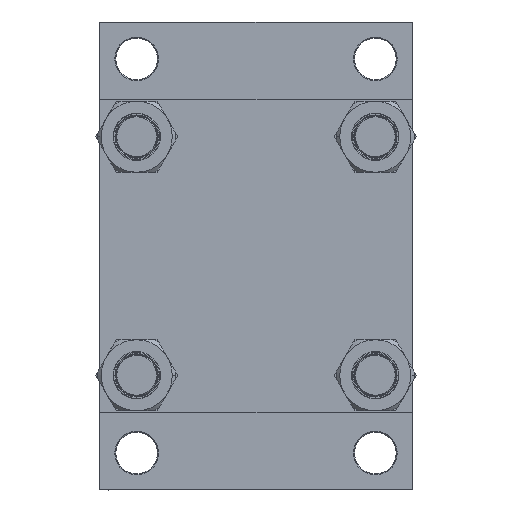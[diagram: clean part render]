
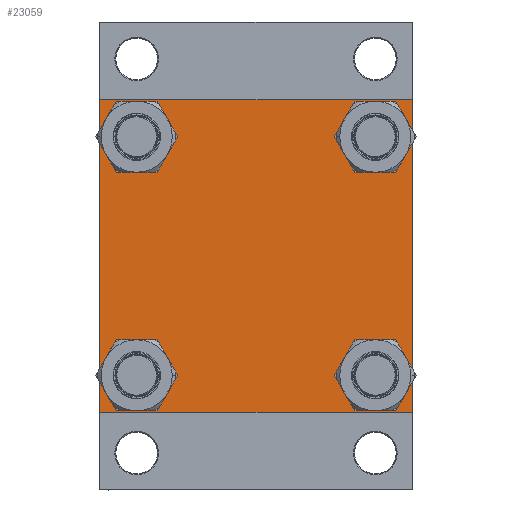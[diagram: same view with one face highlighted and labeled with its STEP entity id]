
A CAD part, left-side view. The second image highlights one B-rep face of the part: STEP entity #23059.
In plain terms, the highlighted planar face has unit normal (-1, 0, 0).
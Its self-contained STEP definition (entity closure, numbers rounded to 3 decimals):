
#740 = LINE ( 'NONE', #5116, #2074 ) ;
#1192 = AXIS2_PLACEMENT_3D ( 'NONE', #8897, #38580, #5951 ) ;
#1257 = AXIS2_PLACEMENT_3D ( 'NONE', #3964, #18832, #44166 ) ;
#1267 = CARTESIAN_POINT ( 'NONE',  ( 0., -62.95, 74.45 ) ) ;
#1472 = EDGE_LOOP ( 'NONE', ( #16564, #29897 ) ) ;
#1496 = VERTEX_POINT ( 'NONE', #24282 ) ;
#1664 = CARTESIAN_POINT ( 'NONE',  ( 0., -82.5, 82.5 ) ) ;
#2073 = VERTEX_POINT ( 'NONE', #1267 ) ;
#2074 = VECTOR ( 'NONE', #30447, 1000. ) ;
#2957 = VERTEX_POINT ( 'NONE', #40387 ) ;
#3206 = DIRECTION ( 'NONE',  ( 0., 0.707, -0.707 ) ) ;
#3287 = DIRECTION ( 'NONE',  ( 0., -1., 0. ) ) ;
#3519 = DIRECTION ( 'NONE',  ( 1., 0., 0. ) ) ;
#3606 = CIRCLE ( 'NONE', #1257, 11.5 ) ;
#3791 = VERTEX_POINT ( 'NONE', #47762 ) ;
#3964 = CARTESIAN_POINT ( 'NONE',  ( 0., 62.95, 62.95 ) ) ;
#5116 = CARTESIAN_POINT ( 'NONE',  ( 0., -82.25, 82.25 ) ) ;
#5823 = EDGE_CURVE ( 'NONE', #13193, #28340, #39559, .T. ) ;
#5951 = DIRECTION ( 'NONE',  ( 0., 0., 1. ) ) ;
#6030 = EDGE_LOOP ( 'NONE', ( #24430, #42330 ) ) ;
#6204 = CARTESIAN_POINT ( 'NONE',  ( 0., 82.5, 82.5 ) ) ;
#6289 = FACE_OUTER_BOUND ( 'NONE', #35083, .T. ) ;
#6708 = LINE ( 'NONE', #14023, #25520 ) ;
#7565 = AXIS2_PLACEMENT_3D ( 'NONE', #15678, #38789, #19806 ) ;
#8003 = VERTEX_POINT ( 'NONE', #11962 ) ;
#8897 = CARTESIAN_POINT ( 'NONE',  ( 0., -62.95, -62.95 ) ) ;
#8929 = ORIENTED_EDGE ( 'NONE', *, *, #31665, .T. ) ;
#9728 = FACE_BOUND ( 'NONE', #1472, .T. ) ;
#9959 = CARTESIAN_POINT ( 'NONE',  ( 0., 82.25, -82.25 ) ) ;
#10025 = LINE ( 'NONE', #31701, #40014 ) ;
#10051 = EDGE_CURVE ( 'NONE', #2073, #1496, #14987, .T. ) ;
#10121 = CARTESIAN_POINT ( 'NONE',  ( 0., -62.95, 62.95 ) ) ;
#10817 = ORIENTED_EDGE ( 'NONE', *, *, #35022, .T. ) ;
#10904 = EDGE_CURVE ( 'NONE', #13193, #8003, #29275, .T. ) ;
#11395 = ORIENTED_EDGE ( 'NONE', *, *, #30043, .T. ) ;
#11962 = CARTESIAN_POINT ( 'NONE',  ( 0., 82.5, 82. ) ) ;
#13193 = VERTEX_POINT ( 'NONE', #26063 ) ;
#13941 = CARTESIAN_POINT ( 'NONE',  ( 0., 82.25, 82.25 ) ) ;
#14023 = CARTESIAN_POINT ( 'NONE',  ( 0., 82.5, -82.5 ) ) ;
#14175 = EDGE_CURVE ( 'NONE', #43331, #22191, #30783, .T. ) ;
#14987 = CIRCLE ( 'NONE', #32863, 11.5 ) ;
#15075 = EDGE_CURVE ( 'NONE', #8003, #20540, #10025, .T. ) ;
#15268 = AXIS2_PLACEMENT_3D ( 'NONE', #20879, #46683, #28169 ) ;
#15304 = CARTESIAN_POINT ( 'NONE',  ( 0., -62.95, -74.45 ) ) ;
#15678 = CARTESIAN_POINT ( 'NONE',  ( 0., -62.95, -62.95 ) ) ;
#15746 = CIRCLE ( 'NONE', #43710, 11.5 ) ;
#16564 = ORIENTED_EDGE ( 'NONE', *, *, #10051, .T. ) ;
#17387 = AXIS2_PLACEMENT_3D ( 'NONE', #37104, #3519, #25915 ) ;
#17673 = DIRECTION ( 'NONE',  ( 1., 0., 0. ) ) ;
#18431 = CARTESIAN_POINT ( 'NONE',  ( 0., 62.95, 51.45 ) ) ;
#18452 = ORIENTED_EDGE ( 'NONE', *, *, #35455, .F. ) ;
#18549 = CARTESIAN_POINT ( 'NONE',  ( 0., 82., -82.5 ) ) ;
#18832 = DIRECTION ( 'NONE',  ( 1., 0., 0. ) ) ;
#19001 = EDGE_LOOP ( 'NONE', ( #8929, #19487 ) ) ;
#19049 = VERTEX_POINT ( 'NONE', #18549 ) ;
#19487 = ORIENTED_EDGE ( 'NONE', *, *, #46597, .T. ) ;
#19705 = CARTESIAN_POINT ( 'NONE',  ( 0., -82.5, -82. ) ) ;
#19806 = DIRECTION ( 'NONE',  ( 0., 0., 1. ) ) ;
#20540 = VERTEX_POINT ( 'NONE', #42781 ) ;
#20680 = CIRCLE ( 'NONE', #15268, 11.5 ) ;
#20879 = CARTESIAN_POINT ( 'NONE',  ( 0., -62.95, 62.95 ) ) ;
#21089 = EDGE_CURVE ( 'NONE', #3791, #47814, #41446, .T. ) ;
#21873 = DIRECTION ( 'NONE',  ( -1., 0., 0. ) ) ;
#22191 = VERTEX_POINT ( 'NONE', #19705 ) ;
#22269 = DIRECTION ( 'NONE',  ( 0., 0., 1. ) ) ;
#22353 = PLANE ( 'NONE',  #26007 ) ;
#22747 = VECTOR ( 'NONE', #47344, 1000. ) ;
#23057 = EDGE_CURVE ( 'NONE', #20540, #19049, #28211, .T. ) ;
#23059 = ADVANCED_FACE ( 'NONE', ( #9728, #39413, #35761, #39644, #6289 ), #22353, .T. ) ;
#23456 = VERTEX_POINT ( 'NONE', #31031 ) ;
#23473 = DIRECTION ( 'NONE',  ( 0., -0.707, 0.707 ) ) ;
#24154 = ORIENTED_EDGE ( 'NONE', *, *, #14175, .T. ) ;
#24282 = CARTESIAN_POINT ( 'NONE',  ( 0., -62.95, 51.45 ) ) ;
#24317 = LINE ( 'NONE', #1664, #42593 ) ;
#24430 = ORIENTED_EDGE ( 'NONE', *, *, #37366, .T. ) ;
#24535 = CIRCLE ( 'NONE', #1192, 11.5 ) ;
#24665 = AXIS2_PLACEMENT_3D ( 'NONE', #25692, #29575, #22269 ) ;
#25520 = VECTOR ( 'NONE', #3287, 1000. ) ;
#25692 = CARTESIAN_POINT ( 'NONE',  ( 0., 62.95, -62.95 ) ) ;
#25747 = ORIENTED_EDGE ( 'NONE', *, *, #5823, .F. ) ;
#25915 = DIRECTION ( 'NONE',  ( 0., 0., 1. ) ) ;
#26007 = AXIS2_PLACEMENT_3D ( 'NONE', #37201, #21873, #34019 ) ;
#26063 = CARTESIAN_POINT ( 'NONE',  ( 0., 82., 82.5 ) ) ;
#26514 = CARTESIAN_POINT ( 'NONE',  ( 0., -82., -82.5 ) ) ;
#26774 = VECTOR ( 'NONE', #23473, 1000. ) ;
#28169 = DIRECTION ( 'NONE',  ( 0., 0., 1. ) ) ;
#28211 = LINE ( 'NONE', #9959, #44551 ) ;
#28340 = VERTEX_POINT ( 'NONE', #30419 ) ;
#28691 = ORIENTED_EDGE ( 'NONE', *, *, #31983, .T. ) ;
#29275 = LINE ( 'NONE', #13941, #42201 ) ;
#29398 = CARTESIAN_POINT ( 'NONE',  ( 0., 62.95, 74.45 ) ) ;
#29500 = ORIENTED_EDGE ( 'NONE', *, *, #10904, .T. ) ;
#29575 = DIRECTION ( 'NONE',  ( 1., 0., 0. ) ) ;
#29634 = VERTEX_POINT ( 'NONE', #15304 ) ;
#29897 = ORIENTED_EDGE ( 'NONE', *, *, #31137, .T. ) ;
#29911 = DIRECTION ( 'NONE',  ( 1., 0., 0. ) ) ;
#30043 = EDGE_CURVE ( 'NONE', #29634, #23456, #24535, .T. ) ;
#30123 = CIRCLE ( 'NONE', #7565, 11.5 ) ;
#30419 = CARTESIAN_POINT ( 'NONE',  ( 0., -82., 82.5 ) ) ;
#30447 = DIRECTION ( 'NONE',  ( 0., 0.707, 0.707 ) ) ;
#30783 = LINE ( 'NONE', #45621, #26774 ) ;
#31031 = CARTESIAN_POINT ( 'NONE',  ( 0., -62.95, -51.45 ) ) ;
#31137 = EDGE_CURVE ( 'NONE', #1496, #2073, #20680, .T. ) ;
#31312 = VERTEX_POINT ( 'NONE', #18431 ) ;
#31665 = EDGE_CURVE ( 'NONE', #32213, #31312, #3606, .T. ) ;
#31701 = CARTESIAN_POINT ( 'NONE',  ( 0., 82.5, 82.5 ) ) ;
#31983 = EDGE_CURVE ( 'NONE', #2957, #28340, #740, .T. ) ;
#32167 = DIRECTION ( 'NONE',  ( 0., 0., -1. ) ) ;
#32213 = VERTEX_POINT ( 'NONE', #29398 ) ;
#32863 = AXIS2_PLACEMENT_3D ( 'NONE', #10121, #17673, #42988 ) ;
#34019 = DIRECTION ( 'NONE',  ( 0., 0., 1. ) ) ;
#34505 = DIRECTION ( 'NONE',  ( 0., 0., 1. ) ) ;
#35022 = EDGE_CURVE ( 'NONE', #19049, #43331, #6708, .T. ) ;
#35083 = EDGE_LOOP ( 'NONE', ( #42878, #46713, #10817, #24154, #18452, #28691, #25747, #29500 ) ) ;
#35455 = EDGE_CURVE ( 'NONE', #2957, #22191, #24317, .T. ) ;
#35761 = FACE_BOUND ( 'NONE', #6030, .T. ) ;
#37104 = CARTESIAN_POINT ( 'NONE',  ( 0., 62.95, -62.95 ) ) ;
#37201 = CARTESIAN_POINT ( 'NONE',  ( 0., 0., 0. ) ) ;
#37366 = EDGE_CURVE ( 'NONE', #47814, #3791, #39428, .T. ) ;
#37482 = EDGE_CURVE ( 'NONE', #23456, #29634, #30123, .T. ) ;
#38580 = DIRECTION ( 'NONE',  ( 1., 0., 0. ) ) ;
#38629 = EDGE_LOOP ( 'NONE', ( #44859, #11395 ) ) ;
#38789 = DIRECTION ( 'NONE',  ( 1., 0., 0. ) ) ;
#39166 = DIRECTION ( 'NONE',  ( 0., 0., -1. ) ) ;
#39413 = FACE_BOUND ( 'NONE', #38629, .T. ) ;
#39428 = CIRCLE ( 'NONE', #24665, 11.5 ) ;
#39559 = LINE ( 'NONE', #6204, #22747 ) ;
#39644 = FACE_BOUND ( 'NONE', #19001, .T. ) ;
#40014 = VECTOR ( 'NONE', #32167, 1000. ) ;
#40387 = CARTESIAN_POINT ( 'NONE',  ( 0., -82.5, 82. ) ) ;
#41446 = CIRCLE ( 'NONE', #17387, 11.5 ) ;
#42201 = VECTOR ( 'NONE', #3206, 1000. ) ;
#42330 = ORIENTED_EDGE ( 'NONE', *, *, #21089, .T. ) ;
#42593 = VECTOR ( 'NONE', #39166, 1000. ) ;
#42781 = CARTESIAN_POINT ( 'NONE',  ( 0., 82.5, -82. ) ) ;
#42790 = CARTESIAN_POINT ( 'NONE',  ( 0., 62.95, -51.45 ) ) ;
#42878 = ORIENTED_EDGE ( 'NONE', *, *, #15075, .T. ) ;
#42988 = DIRECTION ( 'NONE',  ( 0., 0., 1. ) ) ;
#43067 = DIRECTION ( 'NONE',  ( 0., -0.707, -0.707 ) ) ;
#43331 = VERTEX_POINT ( 'NONE', #26514 ) ;
#43710 = AXIS2_PLACEMENT_3D ( 'NONE', #45210, #29911, #34505 ) ;
#44166 = DIRECTION ( 'NONE',  ( 0., 0., 1. ) ) ;
#44551 = VECTOR ( 'NONE', #43067, 1000. ) ;
#44859 = ORIENTED_EDGE ( 'NONE', *, *, #37482, .T. ) ;
#45210 = CARTESIAN_POINT ( 'NONE',  ( 0., 62.95, 62.95 ) ) ;
#45621 = CARTESIAN_POINT ( 'NONE',  ( 0., -82.25, -82.25 ) ) ;
#46597 = EDGE_CURVE ( 'NONE', #31312, #32213, #15746, .T. ) ;
#46683 = DIRECTION ( 'NONE',  ( 1., 0., 0. ) ) ;
#46713 = ORIENTED_EDGE ( 'NONE', *, *, #23057, .T. ) ;
#47344 = DIRECTION ( 'NONE',  ( 0., -1., 0. ) ) ;
#47762 = CARTESIAN_POINT ( 'NONE',  ( 0., 62.95, -74.45 ) ) ;
#47814 = VERTEX_POINT ( 'NONE', #42790 ) ;
